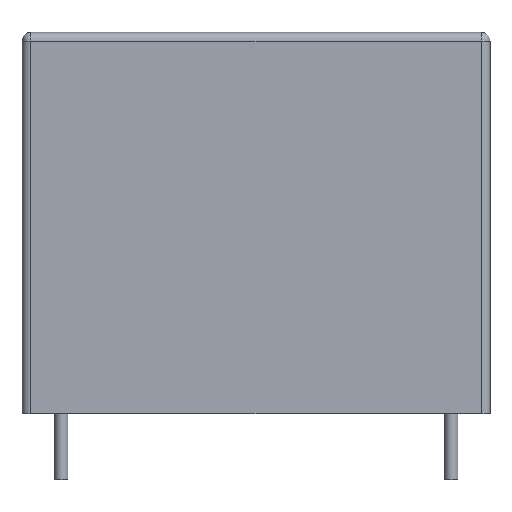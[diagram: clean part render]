
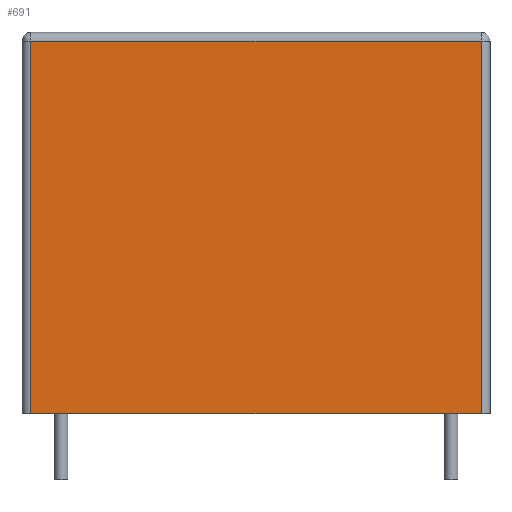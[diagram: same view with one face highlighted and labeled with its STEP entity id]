
A CAD part, front view. The second image highlights one B-rep face of the part: STEP entity #691.
In plain terms, the highlighted planar face has unit normal (0, -1, 0).
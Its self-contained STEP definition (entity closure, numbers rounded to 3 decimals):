
#303=CARTESIAN_POINT('',(13.0,-6.0,21.5));
#304=VERTEX_POINT('',#303);
#362=CARTESIAN_POINT('',(-13.0,-6.0,21.5));
#363=VERTEX_POINT('',#362);
#421=CARTESIAN_POINT('',(-13.0,-6.0,0.0));
#422=VERTEX_POINT('',#421);
#430=CARTESIAN_POINT('',(-13.0,-6.0,0.0));
#431=DIRECTION('',(0.0,0.0,1.0));
#432=VECTOR('',#431,21.5);
#433=LINE('',#430,#432);
#434=EDGE_CURVE('',#422,#363,#433,.T.);
#452=CARTESIAN_POINT('',(-13.0,-6.0,21.5));
#453=DIRECTION('',(1.0,0.0,0.0));
#454=VECTOR('',#453,26.0);
#455=LINE('',#452,#454);
#456=EDGE_CURVE('',#363,#304,#455,.T.);
#527=CARTESIAN_POINT('',(13.0,-6.0,0.0));
#528=VERTEX_POINT('',#527);
#545=CARTESIAN_POINT('',(13.0,-6.0,21.5));
#546=DIRECTION('',(0.0,0.0,-1.0));
#547=VECTOR('',#546,21.5);
#548=LINE('',#545,#547);
#549=EDGE_CURVE('',#304,#528,#548,.T.);
#652=CARTESIAN_POINT('',(13.0,-6.0,0.0));
#653=DIRECTION('',(-1.0,0.0,0.0));
#654=VECTOR('',#653,26.0);
#655=LINE('',#652,#654);
#656=EDGE_CURVE('',#528,#422,#655,.T.);
#680=CARTESIAN_POINT('',(13.5,-6.0,0.0));
#681=DIRECTION('',(0.0,-1.0,0.0));
#682=DIRECTION('',(0.0,0.0,-1.0));
#683=AXIS2_PLACEMENT_3D('',#680,#681,#682);
#684=PLANE('',#683);
#685=ORIENTED_EDGE('',*,*,#434,.F.);
#686=ORIENTED_EDGE('',*,*,#656,.F.);
#687=ORIENTED_EDGE('',*,*,#549,.F.);
#688=ORIENTED_EDGE('',*,*,#456,.F.);
#689=EDGE_LOOP('',(#685,#686,#687,#688));
#690=FACE_OUTER_BOUND('',#689,.T.);
#691=ADVANCED_FACE('',(#690),#684,.T.);
